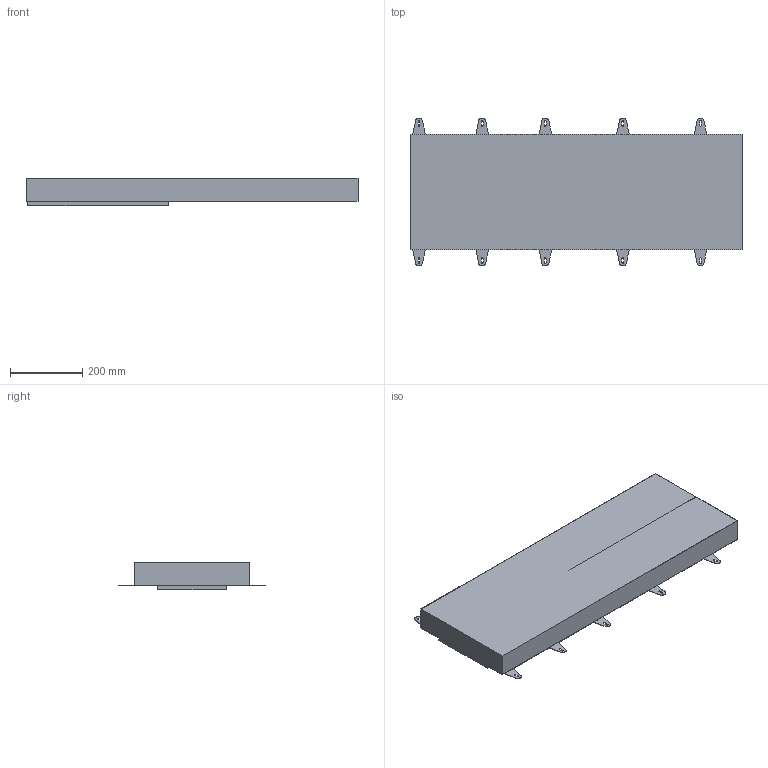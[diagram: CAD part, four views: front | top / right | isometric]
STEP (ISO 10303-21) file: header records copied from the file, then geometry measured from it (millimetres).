
FILE_DESCRIPTION(('Creo Elements/Direct Modeling STEP Export'),'2;1');
FILE_NAME('0093.0087_duoLE_3D-CAD-IGS.igs.stp','2017-04-10T15:35:00',(''),(''),'PTC Creo Elements/Direct Modeling STEP processor for AP214 (Solid Model)','PTC Creo Elements/Direct Modeling 19.0C 15-Aug-2015 (C) Parametric Technology GmbH','');
FILE_SCHEMA(('AUTOMOTIVE_DESIGN { 1 0 10303 214 1 1 1 1 }'));
Length unit declared in the file: millimetre
Products named in the file (2): 0093.0087
Assembly tree (1 placements, depth 2):
  0093.0087
    0093.0087
Bounding box: 920 x 409.97 x 76 mm (x, y, z)
Volume: 960183.7 mm3; surface area: 1498429.9 mm2
Topology: 1 solids, 1 shells, 114 faces, 329 edges, 220 vertices
Faces by surface type: plane 79, cylinder 35
Entity records: 3741 total; most frequent: ORIENTED_EDGE 658, CARTESIAN_POINT 643, DIRECTION 602, EDGE_CURVE 329, VECTOR 244, LINE 244, VERTEX_POINT 220, AXIS2_PLACEMENT_3D 179
